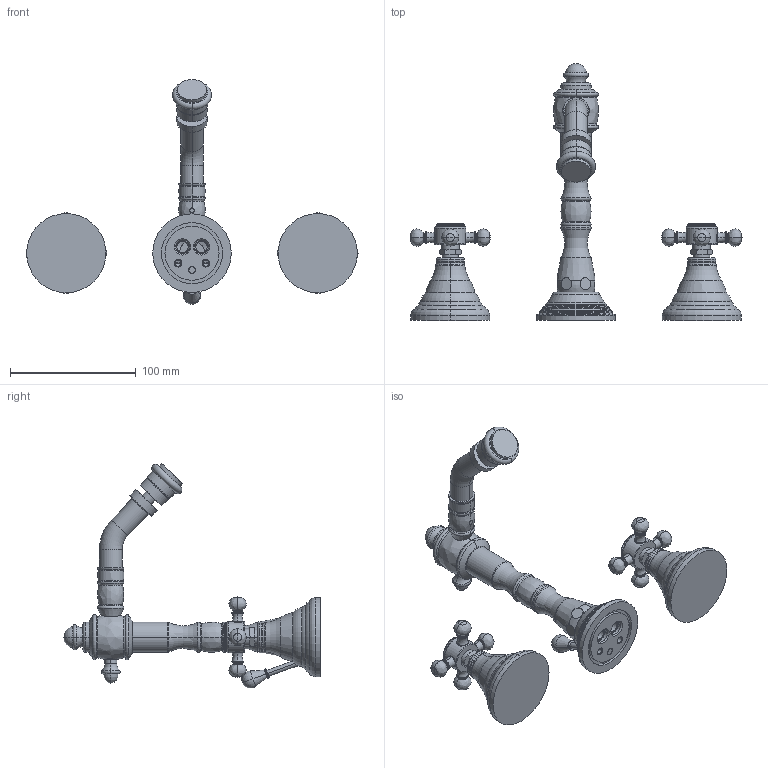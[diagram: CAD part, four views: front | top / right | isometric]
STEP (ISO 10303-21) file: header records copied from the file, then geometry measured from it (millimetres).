
FILE_DESCRIPTION((''),'2;1');
FILE_NAME('FBLV118CR','2021-11-11T08:57:57',('ut3'),('PAFFONI SpA'),'CREO PARAMETRIC BY PTC INC, 2020044','CREO PARAMETRIC BY PTC INC, 2020044','');
FILE_SCHEMA(('CONFIG_CONTROL_DESIGN','SHAPE_APPEARANCE_LAYERS_GROUPS'));
Length unit declared in the file: millimetre
Products named in the file (1): FBLV118CR
Bounding box: 264.07 x 204.4 x 178.86 mm (x, y, z)
Volume: 338087.3 mm3; surface area: 75385.7 mm2
Topology: 5 solids, 5 shells, 1127 faces, 2918 edges, 1815 vertices
Faces by surface type: plane 467, cylinder 332, torus 190, cone 82, bspline 30, sphere 24, revolution 2
Entity records: 47978 total; most frequent: CARTESIAN_POINT 11793, ORIENTED_EDGE 5776, DIRECTION 5750, EDGE_CURVE 2888, AXIS2_PLACEMENT_3D 2281, VERTEX_POINT 1815, FILL_AREA_STYLE_COLOUR 1334, FILL_AREA_STYLE 1334
